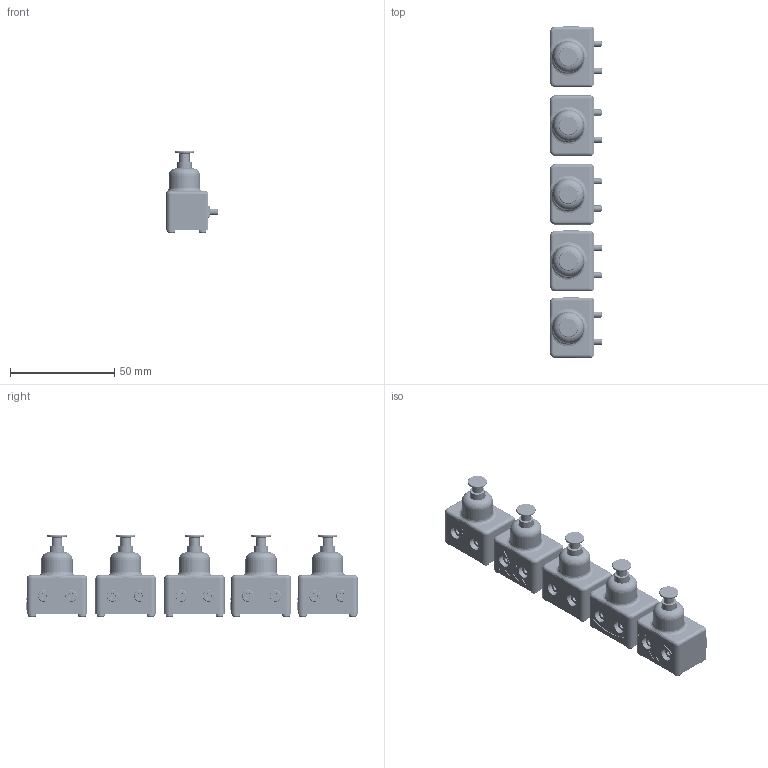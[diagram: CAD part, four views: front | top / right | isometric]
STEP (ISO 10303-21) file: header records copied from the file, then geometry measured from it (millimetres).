
FILE_DESCRIPTION(/* description */ (''),/* implementation_level */ '2;1');
FILE_NAME(/* name */ 'V2_SexBolt_Z_Endstop.step',/* time_stamp */ '2022-03-19T17:26:44-07:00',/* author */ (''),/* organization */ (''),/* preprocessor_version */ 'ST-DEVELOPER v18.1',/* originating_system */ 'Autodesk Translation Framework v10.13.0.1454',/* authorisation */ '');
FILE_SCHEMA (('AUTOMOTIVE_DESIGN { 1 0 10303 214 3 1 1 }'));
Products named in the file (37): V2_SexBolt_Z_Endstop; EndstopHousingVoronLogo; PCB (1); Hardware (1); EndstopHousingPissedOff; PCB; Hardware; EndstopHousingBlank; Hardware (1) (1); M3x20 SHCS (1); 5x7x8 Sleeve Bearing (1); 5x20 sex-bolt (1); M4x6 SHCS (1); M2x10 self tapping (1); PCB (1) (1); Omron_D2F_F (1); JST 2 pin (1); EndstopHousingSmile; Hardware (2); M3x20 SHCS; 5x7x8 Sleeve Bearing; 5x20 sex-bolt; M4x6 SHCS; M2x10 self tapping; PCB (2); Omron_D2F_F; JST 2 pin; EndstopHousingUwU; Hardware (1) (1) (1); M3x20 SHCS (1) (1); 5x7x8 Sleeve Bearing (1) (1); 5x20 sex-bolt (1) (1); M4x6 SHCS (1) (1); M2x10 self tapping (1) (1); PCB (1) (1) (1); Omron_D2F_F (1) (1); JST 2 pin (1) (1)
Assembly tree (75 placements, depth 4):
  V2_SexBolt_Z_Endstop
    EndstopHousingVoronLogo
      PCB (1)
        Omron_D2F_F
        JST 2 pin
      Hardware (1)
        M3x20 SHCS  x2
        5x7x8 Sleeve Bearing  x2
        5x20 sex-bolt
        M4x6 SHCS
        M2x10 self tapping  x4
    EndstopHousingPissedOff
      PCB
        Omron_D2F_F
        JST 2 pin
      Hardware
        M3x20 SHCS  x2
        5x7x8 Sleeve Bearing  x2
        5x20 sex-bolt
        M4x6 SHCS
        M2x10 self tapping  x4
    EndstopHousingBlank
      Hardware (1) (1)
        M3x20 SHCS (1)  x2
        5x7x8 Sleeve Bearing (1)  x2
        5x20 sex-bolt (1)
        M4x6 SHCS (1)
        M2x10 self tapping (1)  x4
      PCB (1) (1)
        Omron_D2F_F (1)
        JST 2 pin (1)
    EndstopHousingSmile
      Hardware (2)
        M3x20 SHCS  x2
        5x7x8 Sleeve Bearing  x2
        5x20 sex-bolt
        M4x6 SHCS
        M2x10 self tapping  x4
      PCB (2)
        Omron_D2F_F
        JST 2 pin
    EndstopHousingUwU
      Hardware (1) (1) (1)
        M3x20 SHCS (1) (1)  x2
        5x7x8 Sleeve Bearing (1) (1)  x2
        5x20 sex-bolt (1) (1)
        M4x6 SHCS (1) (1)
        M2x10 self tapping (1) (1)  x4
      PCB (1) (1) (1)
        Omron_D2F_F (1) (1)
        JST 2 pin (1) (1)
Bounding box: 25 x 159.35 x 39.59 mm (x, y, z)
Volume: 60802 mm3; surface area: 47004 mm2
Topology: 80 solids, 85 shells, 2847 faces, 7330 edges, 4785 vertices
Faces by surface type: plane 1212, cylinder 938, bspline 487, cone 170, torus 40
Full cylindrical faces by diameter (mm): 1.28 x160, 1.6 x10, 1.7 x30, 2 x5, 2.2 x140, 3 x10, 3.4 x10, 3.5 x5, 3.75 x20, 3.9 x5, 5 x15, 5.5 x10, 6 x10, 6.2 x5, 6.8 x5, 7 x10, 7.2 x5, 8 x5, 9.25 x5, 15 x5
Entity records: 50958 total; most frequent: CARTESIAN_POINT 17617, ORIENTED_EDGE 6796, DIRECTION 6419, EDGE_CURVE 3398, LINE 2245, VECTOR 2245, VERTEX_POINT 2206, AXIS2_PLACEMENT_3D 2087
